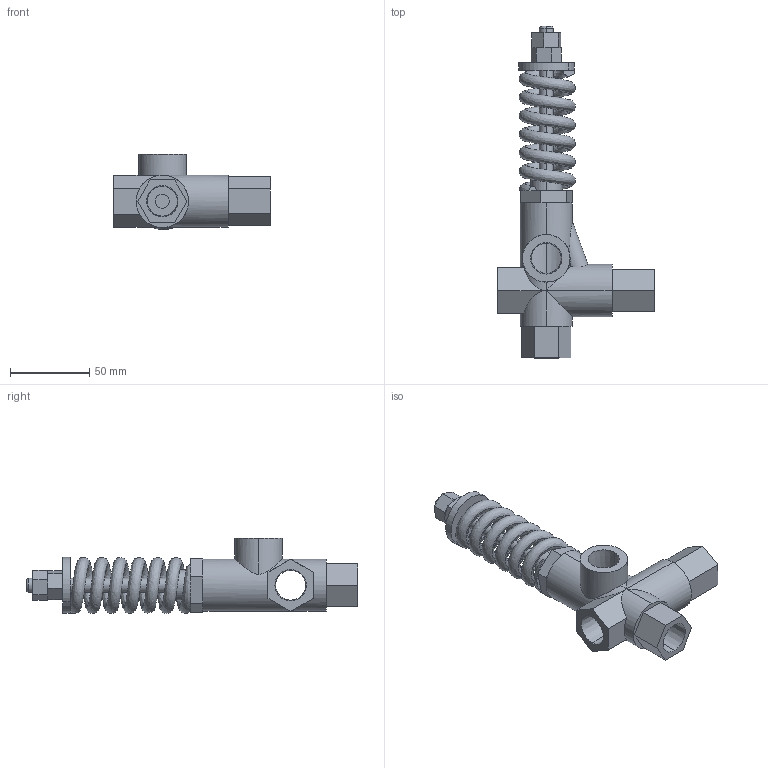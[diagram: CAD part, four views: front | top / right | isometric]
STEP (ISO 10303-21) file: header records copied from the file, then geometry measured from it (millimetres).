
FILE_DESCRIPTION (( 'STEP AP203' ), '1' );
FILE_NAME ('7034.STEP', '2010-07-15T15:31:28', ( 'Eric Peterson' ), ( 'DDC' ), 'SwSTEP 2.0', 'SolidWorks 2010', '' );
FILE_SCHEMA (( 'CONFIG_CONTROL_DESIGN' ));
Length unit declared in the file: millimetre
Products named in the file (1): 7034
Bounding box: 98.93 x 209.68 x 47.48 mm (x, y, z)
Surface area: 43995 mm2 (no closed solid volume)
Topology: 0 solids, 3 shells, 105 faces, 246 edges, 152 vertices
Faces by surface type: plane 76, cylinder 17, cone 10, bspline 2
Entity records: 7628 total; most frequent: CARTESIAN_POINT 5189, ORIENTED_EDGE 484, DIRECTION 481, EDGE_CURVE 246, VECTOR 165, LINE 165, AXIS2_PLACEMENT_3D 158, VERTEX_POINT 152
